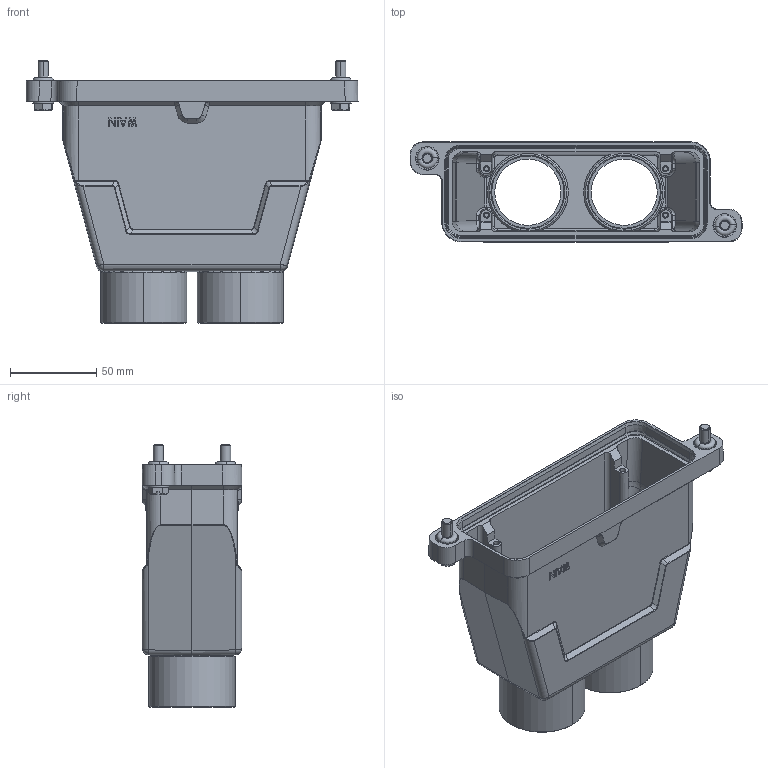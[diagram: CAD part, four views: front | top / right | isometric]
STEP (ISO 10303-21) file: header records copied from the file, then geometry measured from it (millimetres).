
FILE_DESCRIPTION(/* description */ (''),/* implementation_level */ '2;1');
FILE_NAME(/* name */ '3D_1136244205125_HP24B_H-TEH-2S-2M40B_V1.1.stp',/* time_stamp */ '2024-02-02T10:08:47+08:00',/* author */ (''),/* organization */ (''),/* preprocessor_version */ 'ST-DEVELOPER v18.1',/* originating_system */ 'SIEMENS PLM Software NX 1980',/* authorisation */ '');
FILE_SCHEMA (('AUTOMOTIVE_DESIGN { 1 0 10303 214 3 1 1 1 }'));
Length unit declared in the file: millimetre
Products named in the file (1): 3D_1136244205125_HP24B_H-TEH-2S-2M40B_V1.0_stp
Bounding box: 193 x 58 x 152.7 mm (x, y, z)
Volume: 255309.6 mm3; surface area: 116787.6 mm2
Topology: 1 solids, 1 shells, 593 faces, 1484 edges, 929 vertices
Faces by surface type: plane 251, cylinder 163, cone 88, torus 52, bspline 28, sphere 11
Entity records: 21242 total; most frequent: CARTESIAN_POINT 7956, ORIENTED_EDGE 2968, DIRECTION 2451, EDGE_CURVE 1484, VERTEX_POINT 929, AXIS2_PLACEMENT_3D 860, LINE 731, VECTOR 731
